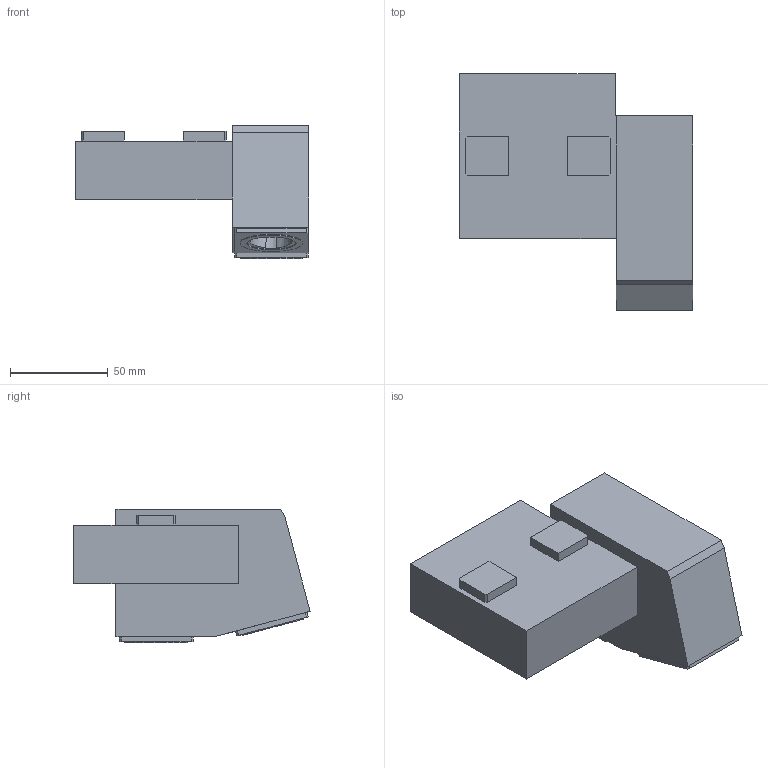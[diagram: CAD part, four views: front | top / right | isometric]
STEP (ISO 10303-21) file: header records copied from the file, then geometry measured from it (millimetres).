
FILE_DESCRIPTION(/* description */ (''),/* implementation_level */ '2;1');
FILE_NAME(/* name */ '1577083068481.stp',/* time_stamp */ '2019-12-23T12:07:57+06:00',/* author */ (''),/* organization */ ('SMS'),/* preprocessor_version */ 'ST-DEVELOPER v16.7',/* originating_system */ 'SIEMENS PLM Software NX 12.0',/* authorisation */ '');
FILE_SCHEMA (('AUTOMOTIVE_DESIGN { 1 0 10303 214 3 1 1 1 }'));
Length unit declared in the file: millimetre
Products named in the file (1): 201663743mod000_01
Bounding box: 119 x 120.56 x 68 mm (x, y, z)
Volume: 424030.8 mm3; surface area: 47138.2 mm2
Topology: 1 solids, 1 shells, 72 faces, 176 edges, 122 vertices
Faces by surface type: plane 54, cone 12, cylinder 6
Full cylindrical faces by diameter (mm): 2 x2, 25.2 x2, 32 x2
Entity records: 2254 total; most frequent: CARTESIAN_POINT 479, DIRECTION 354, ORIENTED_EDGE 336, EDGE_CURVE 168, LINE 132, VECTOR 132, VERTEX_POINT 116, AXIS2_PLACEMENT_3D 111
